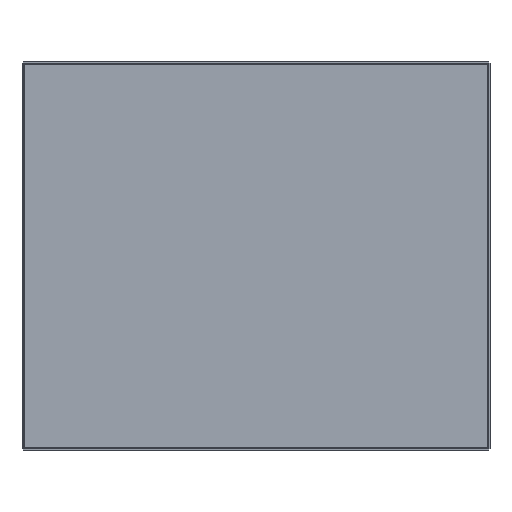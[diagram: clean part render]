
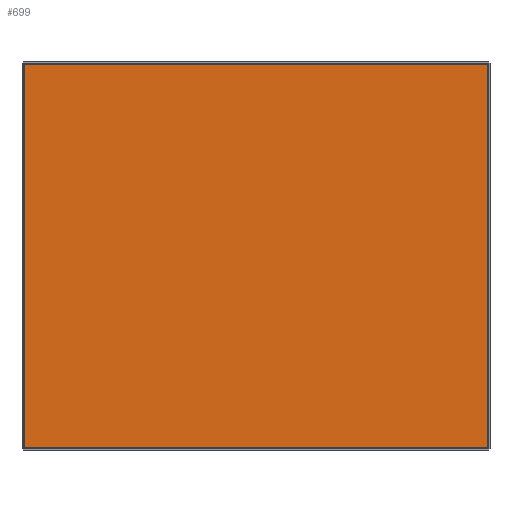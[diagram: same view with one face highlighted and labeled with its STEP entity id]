
A CAD part, front view. The second image highlights one B-rep face of the part: STEP entity #699.
In plain terms, the highlighted planar face has unit normal (0, -1, 0).
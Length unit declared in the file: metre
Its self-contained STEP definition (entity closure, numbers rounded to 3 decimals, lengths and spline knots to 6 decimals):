
#48=ORIENTED_EDGE('',*,*,#248,.F.);
#49=ORIENTED_EDGE('',*,*,#249,.T.);
#50=ORIENTED_EDGE('',*,*,#250,.T.);
#51=ORIENTED_EDGE('',*,*,#251,.F.);
#248=EDGE_CURVE('',#348,#349,#404,.F.);
#249=EDGE_CURVE('',#348,#350,#405,.T.);
#250=EDGE_CURVE('',#350,#351,#406,.T.);
#251=EDGE_CURVE('',#349,#351,#407,.F.);
#348=VERTEX_POINT('',#1041);
#349=VERTEX_POINT('',#1042);
#350=VERTEX_POINT('',#1044);
#351=VERTEX_POINT('',#1046);
#404=LINE('',#1040,#488);
#405=LINE('',#1043,#489);
#406=LINE('',#1045,#490);
#407=LINE('',#1047,#491);
#488=VECTOR('',#829,1.);
#489=VECTOR('',#830,1.);
#490=VECTOR('',#831,1.);
#491=VECTOR('',#832,1.);
#569=EDGE_LOOP('',(#48,#49,#50,#51));
#615=FACE_BOUND('',#569,.T.);
#661=PLANE('',#758);
#699=ADVANCED_FACE('',(#615),#661,.T.);
#758=AXIS2_PLACEMENT_3D('',#1039,#827,#828);
#827=DIRECTION('',(0.,-1.,0.));
#828=DIRECTION('',(1.,0.,0.));
#829=DIRECTION('',(0.,0.,-1.));
#830=DIRECTION('',(1.,0.,0.));
#831=DIRECTION('',(0.,0.,1.));
#832=DIRECTION('',(-1.,0.,0.));
#1039=CARTESIAN_POINT('',(0.2413,-0.0012,0.2));
#1040=CARTESIAN_POINT('',(0.0012,-0.0012,0.2));
#1041=CARTESIAN_POINT('',(0.0012,-0.0012,0.0012));
#1042=CARTESIAN_POINT('',(0.0012,-0.0012,0.3988));
#1043=CARTESIAN_POINT('',(0.2413,-0.0012,0.0012));
#1044=CARTESIAN_POINT('',(0.4814,-0.0012,0.0012));
#1045=CARTESIAN_POINT('',(0.4814,-0.0012,0.2));
#1046=CARTESIAN_POINT('',(0.4814,-0.0012,0.3988));
#1047=CARTESIAN_POINT('',(0.2413,-0.0012,0.3988));
